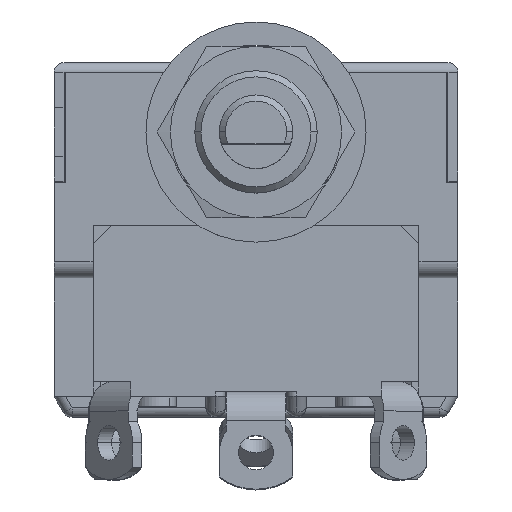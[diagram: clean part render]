
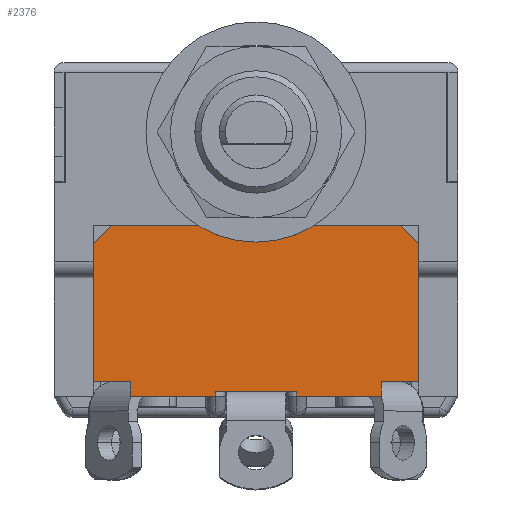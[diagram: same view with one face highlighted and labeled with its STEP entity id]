
A CAD part, top view. The second image highlights one B-rep face of the part: STEP entity #2376.
In plain terms, the highlighted planar face has unit normal (0, 0, 1).
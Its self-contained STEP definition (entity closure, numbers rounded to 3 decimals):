
#139 = EDGE_CURVE ( 'NONE', #5576, #1849, #8732, .T. ) ;
#213 = EDGE_CURVE ( 'NONE', #4120, #4086, #11912, .T. ) ;
#290 = EDGE_CURVE ( 'NONE', #2570, #8295, #743, .T. ) ;
#296 = EDGE_CURVE ( 'NONE', #9323, #11031, #3791, .T. ) ;
#346 = ORIENTED_EDGE ( 'NONE', *, *, #296, .F. ) ;
#372 = LINE ( 'NONE', #9856, #1049 ) ;
#519 = VERTEX_POINT ( 'NONE', #5428 ) ;
#743 = LINE ( 'NONE', #8335, #6433 ) ;
#790 = VECTOR ( 'NONE', #11543, 1000. ) ;
#953 = CARTESIAN_POINT ( 'NONE',  ( 10.246, -16.3, 18.2 ) ) ;
#983 = CARTESIAN_POINT ( 'NONE',  ( 10.246, -16.3, 18.2 ) ) ;
#1049 = VECTOR ( 'NONE', #3462, 1000. ) ;
#1338 = ORIENTED_EDGE ( 'NONE', *, *, #5673, .T. ) ;
#1340 = VERTEX_POINT ( 'NONE', #8048 ) ;
#1453 = CARTESIAN_POINT ( 'NONE',  ( 13.3, -16.3, 18.2 ) ) ;
#1454 = ORIENTED_EDGE ( 'NONE', *, *, #4644, .T. ) ;
#1647 = LINE ( 'NONE', #10354, #2321 ) ;
#1800 = VECTOR ( 'NONE', #13552, 1000. ) ;
#1849 = VERTEX_POINT ( 'NONE', #9245 ) ;
#1948 = CARTESIAN_POINT ( 'NONE',  ( -11.8, -3.5, 18.2 ) ) ;
#1981 = CARTESIAN_POINT ( 'NONE',  ( -10.246, -16.3, 18.2 ) ) ;
#2000 = DIRECTION ( 'NONE',  ( -1., 0., 0. ) ) ;
#2096 = EDGE_LOOP ( 'NONE', ( #4651, #5082, #1338, #346, #7038, #1454, #7580, #13633, #11473, #11714, #4555, #3511, #9836, #4268 ) ) ;
#2130 = CARTESIAN_POINT ( 'NONE',  ( 0., -17.5, 18.2 ) ) ;
#2276 = FACE_OUTER_BOUND ( 'NONE', #2096, .T. ) ;
#2321 = VECTOR ( 'NONE', #4049, 1000. ) ;
#2324 = CARTESIAN_POINT ( 'NONE',  ( -13.3, -5., 18.2 ) ) ;
#2376 = ADVANCED_FACE ( 'NONE', ( #2276 ), #7240, .F. ) ;
#2428 = CARTESIAN_POINT ( 'NONE',  ( -10.246, -16.3, 18.2 ) ) ;
#2570 = VERTEX_POINT ( 'NONE', #11481 ) ;
#2897 = CARTESIAN_POINT ( 'NONE',  ( -10.246, -16.3, 18.2 ) ) ;
#2982 = CARTESIAN_POINT ( 'NONE',  ( 10.246, -16.3, 18.2 ) ) ;
#3240 = CARTESIAN_POINT ( 'NONE',  ( -3.3, -17.1, 18.2 ) ) ;
#3259 = CARTESIAN_POINT ( 'NONE',  ( 3.3, -17.5, 18.2 ) ) ;
#3462 = DIRECTION ( 'NONE',  ( 1., 0., 0. ) ) ;
#3511 = ORIENTED_EDGE ( 'NONE', *, *, #5954, .T. ) ;
#3791 = LINE ( 'NONE', #2982, #12067 ) ;
#4049 = DIRECTION ( 'NONE',  ( 0., 1., 0. ) ) ;
#4060 = DIRECTION ( 'NONE',  ( -0.707, 0.707, 0. ) ) ;
#4086 = VERTEX_POINT ( 'NONE', #2428 ) ;
#4120 = VERTEX_POINT ( 'NONE', #7755 ) ;
#4268 = ORIENTED_EDGE ( 'NONE', *, *, #139, .F. ) ;
#4340 = VECTOR ( 'NONE', #8240, 1000. ) ;
#4555 = ORIENTED_EDGE ( 'NONE', *, *, #213, .T. ) ;
#4644 = EDGE_CURVE ( 'NONE', #6997, #2570, #10259, .T. ) ;
#4651 = ORIENTED_EDGE ( 'NONE', *, *, #9867, .F. ) ;
#4803 = EDGE_CURVE ( 'NONE', #12069, #8384, #11892, .T. ) ;
#5082 = ORIENTED_EDGE ( 'NONE', *, *, #7276, .T. ) ;
#5116 = EDGE_CURVE ( 'NONE', #1340, #1849, #8213, .T. ) ;
#5129 = DIRECTION ( 'NONE',  ( 0., -1., 0. ) ) ;
#5134 = LINE ( 'NONE', #983, #790 ) ;
#5205 = CARTESIAN_POINT ( 'NONE',  ( 10.246, -17.5, 18.2 ) ) ;
#5213 = CARTESIAN_POINT ( 'NONE',  ( -3.3, -17.1, 18.2 ) ) ;
#5428 = CARTESIAN_POINT ( 'NONE',  ( 3.3, -17.1, 18.2 ) ) ;
#5576 = VERTEX_POINT ( 'NONE', #3240 ) ;
#5673 = EDGE_CURVE ( 'NONE', #12141, #11031, #372, .T. ) ;
#5697 = VECTOR ( 'NONE', #8349, 1000. ) ;
#5954 = EDGE_CURVE ( 'NONE', #4086, #1340, #7047, .T. ) ;
#5984 = DIRECTION ( 'NONE',  ( 0.707, 0.707, 0. ) ) ;
#6073 = VECTOR ( 'NONE', #9495, 1000. ) ;
#6077 = CARTESIAN_POINT ( 'NONE',  ( 0., -3.5, 18.2 ) ) ;
#6232 = CARTESIAN_POINT ( 'NONE',  ( 3.3, -17.1, 18.2 ) ) ;
#6433 = VECTOR ( 'NONE', #4060, 1000. ) ;
#6522 = LINE ( 'NONE', #6232, #5697 ) ;
#6747 = VECTOR ( 'NONE', #5129, 1000. ) ;
#6997 = VERTEX_POINT ( 'NONE', #1453 ) ;
#7038 = ORIENTED_EDGE ( 'NONE', *, *, #9947, .F. ) ;
#7047 = LINE ( 'NONE', #2897, #12884 ) ;
#7240 = PLANE ( 'NONE',  #12570 ) ;
#7276 = EDGE_CURVE ( 'NONE', #519, #12141, #6522, .T. ) ;
#7429 = VECTOR ( 'NONE', #12508, 1000. ) ;
#7580 = ORIENTED_EDGE ( 'NONE', *, *, #290, .T. ) ;
#7755 = CARTESIAN_POINT ( 'NONE',  ( -13.3, -16.3, 18.2 ) ) ;
#7834 = CARTESIAN_POINT ( 'NONE',  ( 13.3, -17.5, 18.2 ) ) ;
#8048 = CARTESIAN_POINT ( 'NONE',  ( -10.246, -17.5, 18.2 ) ) ;
#8213 = LINE ( 'NONE', #2130, #6073 ) ;
#8240 = DIRECTION ( 'NONE',  ( -1., 0., 0. ) ) ;
#8295 = VERTEX_POINT ( 'NONE', #9312 ) ;
#8335 = CARTESIAN_POINT ( 'NONE',  ( 11.8, -3.5, 18.2 ) ) ;
#8349 = DIRECTION ( 'NONE',  ( 0., -1., 0. ) ) ;
#8384 = VERTEX_POINT ( 'NONE', #1948 ) ;
#8389 = VECTOR ( 'NONE', #9969, 1000. ) ;
#8732 = LINE ( 'NONE', #5213, #6747 ) ;
#9245 = CARTESIAN_POINT ( 'NONE',  ( -3.3, -17.5, 18.2 ) ) ;
#9312 = CARTESIAN_POINT ( 'NONE',  ( 11.8, -3.5, 18.2 ) ) ;
#9323 = VERTEX_POINT ( 'NONE', #953 ) ;
#9495 = DIRECTION ( 'NONE',  ( 1., 0., 0. ) ) ;
#9597 = LINE ( 'NONE', #6077, #1800 ) ;
#9836 = ORIENTED_EDGE ( 'NONE', *, *, #5116, .T. ) ;
#9855 = EDGE_CURVE ( 'NONE', #4120, #12069, #1647, .T. ) ;
#9856 = CARTESIAN_POINT ( 'NONE',  ( 0., -17.5, 18.2 ) ) ;
#9867 = EDGE_CURVE ( 'NONE', #519, #5576, #11284, .T. ) ;
#9947 = EDGE_CURVE ( 'NONE', #6997, #9323, #5134, .T. ) ;
#9969 = DIRECTION ( 'NONE',  ( 0., 1., 0. ) ) ;
#10259 = LINE ( 'NONE', #7834, #8389 ) ;
#10326 = DIRECTION ( 'NONE',  ( 0., -1., 0. ) ) ;
#10354 = CARTESIAN_POINT ( 'NONE',  ( -13.3, -17.5, 18.2 ) ) ;
#10460 = DIRECTION ( 'NONE',  ( 0., -1., 0. ) ) ;
#10632 = DIRECTION ( 'NONE',  ( 0., 0., -1. ) ) ;
#11031 = VERTEX_POINT ( 'NONE', #5205 ) ;
#11267 = CARTESIAN_POINT ( 'NONE',  ( -11.8, -3.5, 18.2 ) ) ;
#11284 = LINE ( 'NONE', #12527, #4340 ) ;
#11473 = ORIENTED_EDGE ( 'NONE', *, *, #4803, .F. ) ;
#11481 = CARTESIAN_POINT ( 'NONE',  ( 13.3, -5., 18.2 ) ) ;
#11543 = DIRECTION ( 'NONE',  ( -1., 0., 0. ) ) ;
#11548 = CARTESIAN_POINT ( 'NONE',  ( 0., -3.5, 18.2 ) ) ;
#11562 = EDGE_CURVE ( 'NONE', #8295, #8384, #9597, .T. ) ;
#11714 = ORIENTED_EDGE ( 'NONE', *, *, #9855, .F. ) ;
#11892 = LINE ( 'NONE', #11267, #12913 ) ;
#11912 = LINE ( 'NONE', #1981, #7429 ) ;
#12067 = VECTOR ( 'NONE', #10460, 1000. ) ;
#12069 = VERTEX_POINT ( 'NONE', #2324 ) ;
#12141 = VERTEX_POINT ( 'NONE', #3259 ) ;
#12508 = DIRECTION ( 'NONE',  ( 1., 0., 0. ) ) ;
#12527 = CARTESIAN_POINT ( 'NONE',  ( 3.3, -17.1, 18.2 ) ) ;
#12570 = AXIS2_PLACEMENT_3D ( 'NONE', #11548, #10632, #2000 ) ;
#12884 = VECTOR ( 'NONE', #10326, 1000. ) ;
#12913 = VECTOR ( 'NONE', #5984, 1000. ) ;
#13552 = DIRECTION ( 'NONE',  ( -1., 0., 0. ) ) ;
#13633 = ORIENTED_EDGE ( 'NONE', *, *, #11562, .T. ) ;
